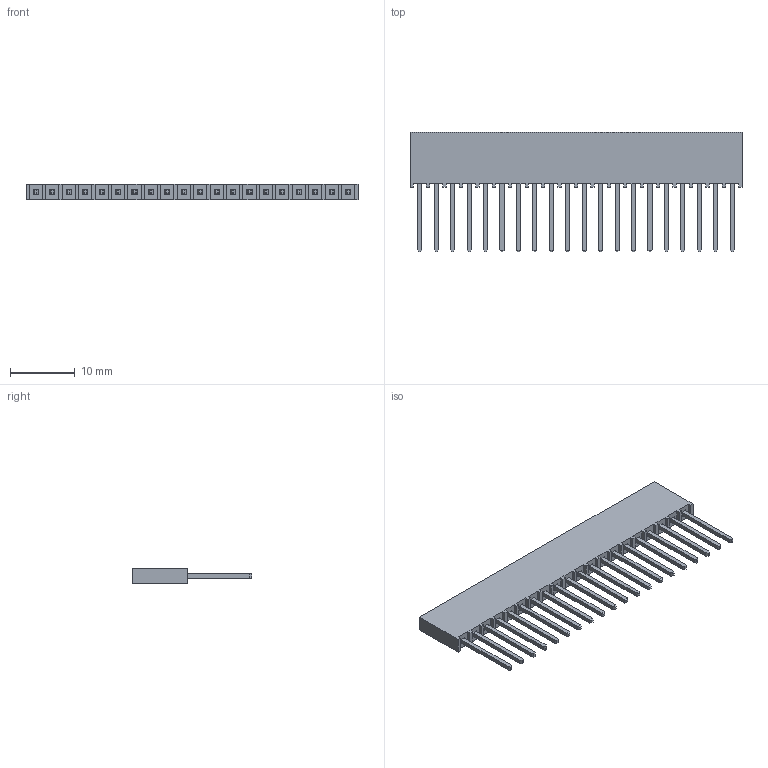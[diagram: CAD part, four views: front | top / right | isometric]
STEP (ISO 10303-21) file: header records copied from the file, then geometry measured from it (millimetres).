
FILE_DESCRIPTION( ( 'STEP AP214' ), '1' );
FILE_NAME( 'SSQ-120-03-G-S.stp', '2021-01-08T23:16:46', ( 'License CC BY-ND 4.0' ), ( 'CADENAS' ), ' ', 'PARTsolutions', ' ' );
FILE_SCHEMA( ( 'AUTOMOTIVE_DESIGN { 1 0 10303 214 1 1 1 1 }' ) );
Length unit declared in the file: inch
Products named in the file (3): SSQ-120-03-G-S; _T1SSQ-120-03-G-S; _P2SSQ-120-03-G-S
Assembly tree (2 placements, depth 2):
  SSQ-120-03-G-S
    _T1SSQ-120-03-G-S
    _P2SSQ-120-03-G-S
Bounding box: 51.31 x 18.52 x 2.41 mm (x, y, z)
Volume: 999.1 mm3; surface area: 2328.5 mm2
Topology: 2 solids, 2 shells, 332 faces, 924 edges, 616 vertices
Faces by surface type: plane 332
Entity records: 13198 total; most frequent: CARTESIAN_POINT 1875, ORIENTED_EDGE 1848, DIRECTION 1594, EDGE_CURVE 924, LINE 924, VECTOR 924, VERTEX_POINT 616, EDGE_LOOP 392
